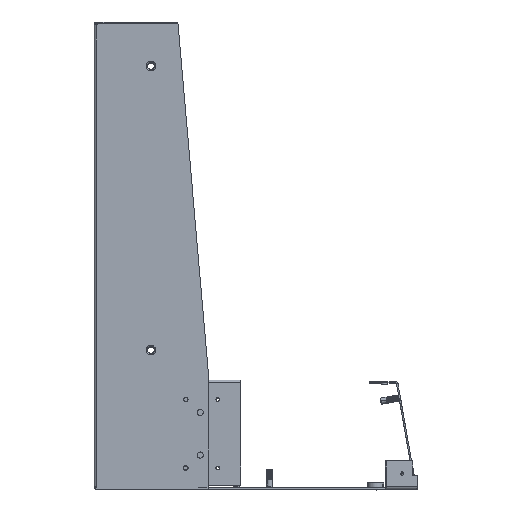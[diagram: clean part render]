
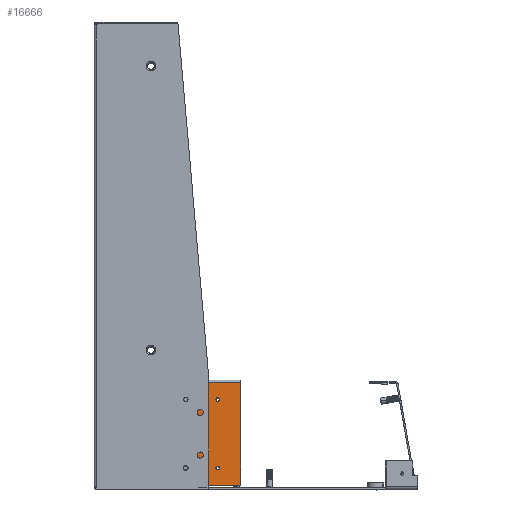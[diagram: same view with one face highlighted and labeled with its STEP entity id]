
A CAD part, top view. The second image highlights one B-rep face of the part: STEP entity #16666.
In plain terms, the highlighted planar face has unit normal (0, 0, 1).
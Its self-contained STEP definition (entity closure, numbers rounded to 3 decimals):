
#7 = DIRECTION ( 'NONE',  ( -1., 0., 0. ) ) ;
#643 = EDGE_CURVE ( 'NONE', #14195, #40766, #5323, .T. ) ;
#644 = CARTESIAN_POINT ( 'NONE',  ( -592.721, 88.289, 778.308 ) ) ;
#1480 = CARTESIAN_POINT ( 'NONE',  ( -621.471, 148.189, 778.308 ) ) ;
#2007 = LINE ( 'NONE', #27232, #8565 ) ;
#2485 = CARTESIAN_POINT ( 'NONE',  ( -576.471, 148.189, 778.308 ) ) ;
#2730 = FACE_OUTER_BOUND ( 'NONE', #13414, .T. ) ;
#2732 = DIRECTION ( 'NONE',  ( -1., 0., 0. ) ) ;
#2757 = VERTEX_POINT ( 'NONE', #3710 ) ;
#3402 = AXIS2_PLACEMENT_3D ( 'NONE', #6682, #21687, #16595 ) ;
#3595 = ORIENTED_EDGE ( 'NONE', *, *, #38636, .F. ) ;
#3598 = AXIS2_PLACEMENT_3D ( 'NONE', #31116, #11969, #34265 ) ;
#3710 = CARTESIAN_POINT ( 'NONE',  ( -593.971, 136.489, 778.308 ) ) ;
#3899 = DIRECTION ( 'NONE',  ( -1., 0., 0. ) ) ;
#4029 = CARTESIAN_POINT ( 'NONE',  ( -592.721, 136.489, 778.308 ) ) ;
#4113 = CIRCLE ( 'NONE', #11983, 1.45 ) ;
#4675 = VECTOR ( 'NONE', #34663, 1000. ) ;
#5323 = CIRCLE ( 'NONE', #3402, 1.45 ) ;
#5672 = CIRCLE ( 'NONE', #39477, 1.25 ) ;
#5870 = CIRCLE ( 'NONE', #20482, 1.25 ) ;
#6006 = ORIENTED_EDGE ( 'NONE', *, *, #35825, .F. ) ;
#6568 = EDGE_LOOP ( 'NONE', ( #34034, #15856 ) ) ;
#6638 = CARTESIAN_POINT ( 'NONE',  ( -621.471, 76.289, 778.308 ) ) ;
#6682 = CARTESIAN_POINT ( 'NONE',  ( -615.221, 136.489, 778.308 ) ) ;
#6974 = VERTEX_POINT ( 'NONE', #21174 ) ;
#7985 = ORIENTED_EDGE ( 'NONE', *, *, #15337, .T. ) ;
#8565 = VECTOR ( 'NONE', #20887, 1000. ) ;
#9003 = CARTESIAN_POINT ( 'NONE',  ( -594.721, 76.289, 778.308 ) ) ;
#9225 = CARTESIAN_POINT ( 'NONE',  ( -616.671, 136.489, 778.308 ) ) ;
#9632 = VECTOR ( 'NONE', #10766, 1000. ) ;
#10386 = VERTEX_POINT ( 'NONE', #1480 ) ;
#10538 = VERTEX_POINT ( 'NONE', #39381 ) ;
#10615 = LINE ( 'NONE', #9003, #9632 ) ;
#10766 = DIRECTION ( 'NONE',  ( -1., 0., 0. ) ) ;
#11285 = FACE_BOUND ( 'NONE', #25289, .T. ) ;
#11380 = EDGE_LOOP ( 'NONE', ( #29778, #39164 ) ) ;
#11550 = CARTESIAN_POINT ( 'NONE',  ( -591.471, 88.289, 778.308 ) ) ;
#11969 = DIRECTION ( 'NONE',  ( 0., 0., 1. ) ) ;
#11983 = AXIS2_PLACEMENT_3D ( 'NONE', #38244, #19220, #7 ) ;
#12300 = FACE_BOUND ( 'NONE', #11380, .T. ) ;
#12718 = VERTEX_POINT ( 'NONE', #26941 ) ;
#12971 = VERTEX_POINT ( 'NONE', #40439 ) ;
#12986 = CIRCLE ( 'NONE', #36573, 1.45 ) ;
#13221 = LINE ( 'NONE', #34373, #4675 ) ;
#13414 = EDGE_LOOP ( 'NONE', ( #3595, #6006, #40455, #38957 ) ) ;
#14195 = VERTEX_POINT ( 'NONE', #9225 ) ;
#14652 = EDGE_LOOP ( 'NONE', ( #27050, #24820 ) ) ;
#14775 = CARTESIAN_POINT ( 'NONE',  ( -592.721, 88.289, 778.308 ) ) ;
#14900 = CARTESIAN_POINT ( 'NONE',  ( -615.221, 88.289, 778.308 ) ) ;
#14986 = DIRECTION ( 'NONE',  ( -1., 0., 0. ) ) ;
#15337 = EDGE_CURVE ( 'NONE', #6974, #30572, #5870, .T. ) ;
#15856 = ORIENTED_EDGE ( 'NONE', *, *, #24371, .T. ) ;
#16595 = DIRECTION ( 'NONE',  ( -1., 0., 0. ) ) ;
#16666 = ADVANCED_FACE ( 'NONE', ( #32299, #11285, #36659, #12300, #2730 ), #27917, .F. ) ;
#17412 = CARTESIAN_POINT ( 'NONE',  ( -592.721, 136.489, 778.308 ) ) ;
#17881 = EDGE_CURVE ( 'NONE', #35033, #10538, #13221, .T. ) ;
#17976 = DIRECTION ( 'NONE',  ( -1., 0., 0. ) ) ;
#19220 = DIRECTION ( 'NONE',  ( 0., 0., 1. ) ) ;
#19577 = VERTEX_POINT ( 'NONE', #6638 ) ;
#19993 = DIRECTION ( 'NONE',  ( 0., 0., -1. ) ) ;
#20351 = AXIS2_PLACEMENT_3D ( 'NONE', #4029, #19993, #35846 ) ;
#20415 = EDGE_CURVE ( 'NONE', #10538, #19577, #10615, .T. ) ;
#20482 = AXIS2_PLACEMENT_3D ( 'NONE', #644, #41244, #3899 ) ;
#20649 = DIRECTION ( 'NONE',  ( -1., 0., 0. ) ) ;
#20887 = DIRECTION ( 'NONE',  ( 1., 0., 0. ) ) ;
#21174 = CARTESIAN_POINT ( 'NONE',  ( -593.971, 88.289, 778.308 ) ) ;
#21687 = DIRECTION ( 'NONE',  ( 0., 0., 1. ) ) ;
#21714 = EDGE_CURVE ( 'NONE', #12718, #25514, #12986, .T. ) ;
#24371 = EDGE_CURVE ( 'NONE', #12971, #2757, #31416, .T. ) ;
#24820 = ORIENTED_EDGE ( 'NONE', *, *, #21714, .F. ) ;
#25289 = EDGE_LOOP ( 'NONE', ( #7985, #36754 ) ) ;
#25514 = VERTEX_POINT ( 'NONE', #37369 ) ;
#25539 = DIRECTION ( 'NONE',  ( 0., 0., -1. ) ) ;
#25593 = CARTESIAN_POINT ( 'NONE',  ( -594.721, 113.789, 778.308 ) ) ;
#25911 = EDGE_CURVE ( 'NONE', #2757, #12971, #27348, .T. ) ;
#26941 = CARTESIAN_POINT ( 'NONE',  ( -613.771, 88.289, 778.308 ) ) ;
#27050 = ORIENTED_EDGE ( 'NONE', *, *, #37262, .F. ) ;
#27232 = CARTESIAN_POINT ( 'NONE',  ( -594.721, 148.189, 778.308 ) ) ;
#27348 = CIRCLE ( 'NONE', #40643, 1.25 ) ;
#27917 = PLANE ( 'NONE',  #33831 ) ;
#27982 = DIRECTION ( 'NONE',  ( 0., 0., 1. ) ) ;
#28833 = DIRECTION ( 'NONE',  ( 0., 1., 0. ) ) ;
#29320 = CARTESIAN_POINT ( 'NONE',  ( -613.771, 136.489, 778.308 ) ) ;
#29778 = ORIENTED_EDGE ( 'NONE', *, *, #643, .F. ) ;
#30007 = CIRCLE ( 'NONE', #3598, 1.45 ) ;
#30572 = VERTEX_POINT ( 'NONE', #11550 ) ;
#30669 = EDGE_CURVE ( 'NONE', #40766, #14195, #30007, .T. ) ;
#31116 = CARTESIAN_POINT ( 'NONE',  ( -615.221, 136.489, 778.308 ) ) ;
#31416 = CIRCLE ( 'NONE', #20351, 1.25 ) ;
#32299 = FACE_BOUND ( 'NONE', #6568, .T. ) ;
#32711 = LINE ( 'NONE', #34874, #40072 ) ;
#33831 = AXIS2_PLACEMENT_3D ( 'NONE', #25593, #25539, #2732 ) ;
#34034 = ORIENTED_EDGE ( 'NONE', *, *, #25911, .T. ) ;
#34265 = DIRECTION ( 'NONE',  ( -1., 0., 0. ) ) ;
#34373 = CARTESIAN_POINT ( 'NONE',  ( -576.471, 148.189, 778.308 ) ) ;
#34663 = DIRECTION ( 'NONE',  ( 0., -1., 0. ) ) ;
#34874 = CARTESIAN_POINT ( 'NONE',  ( -621.471, 76.289, 778.308 ) ) ;
#35033 = VERTEX_POINT ( 'NONE', #2485 ) ;
#35825 = EDGE_CURVE ( 'NONE', #19577, #10386, #32711, .T. ) ;
#35846 = DIRECTION ( 'NONE',  ( -1., 0., 0. ) ) ;
#36573 = AXIS2_PLACEMENT_3D ( 'NONE', #14900, #27982, #14986 ) ;
#36659 = FACE_BOUND ( 'NONE', #14652, .T. ) ;
#36754 = ORIENTED_EDGE ( 'NONE', *, *, #36862, .T. ) ;
#36862 = EDGE_CURVE ( 'NONE', #30572, #6974, #5672, .T. ) ;
#37016 = DIRECTION ( 'NONE',  ( 0., 0., -1. ) ) ;
#37262 = EDGE_CURVE ( 'NONE', #25514, #12718, #4113, .T. ) ;
#37369 = CARTESIAN_POINT ( 'NONE',  ( -616.671, 88.289, 778.308 ) ) ;
#38244 = CARTESIAN_POINT ( 'NONE',  ( -615.221, 88.289, 778.308 ) ) ;
#38636 = EDGE_CURVE ( 'NONE', #10386, #35033, #2007, .T. ) ;
#38957 = ORIENTED_EDGE ( 'NONE', *, *, #17881, .F. ) ;
#39164 = ORIENTED_EDGE ( 'NONE', *, *, #30669, .F. ) ;
#39381 = CARTESIAN_POINT ( 'NONE',  ( -576.471, 76.289, 778.308 ) ) ;
#39477 = AXIS2_PLACEMENT_3D ( 'NONE', #14775, #37016, #17976 ) ;
#39633 = DIRECTION ( 'NONE',  ( 0., 0., -1. ) ) ;
#40072 = VECTOR ( 'NONE', #28833, 1000. ) ;
#40439 = CARTESIAN_POINT ( 'NONE',  ( -591.471, 136.489, 778.308 ) ) ;
#40455 = ORIENTED_EDGE ( 'NONE', *, *, #20415, .F. ) ;
#40643 = AXIS2_PLACEMENT_3D ( 'NONE', #17412, #39633, #20649 ) ;
#40766 = VERTEX_POINT ( 'NONE', #29320 ) ;
#41244 = DIRECTION ( 'NONE',  ( 0., 0., -1. ) ) ;
